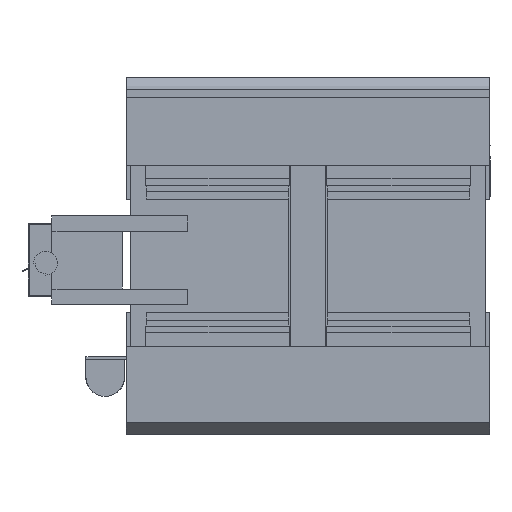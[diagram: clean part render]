
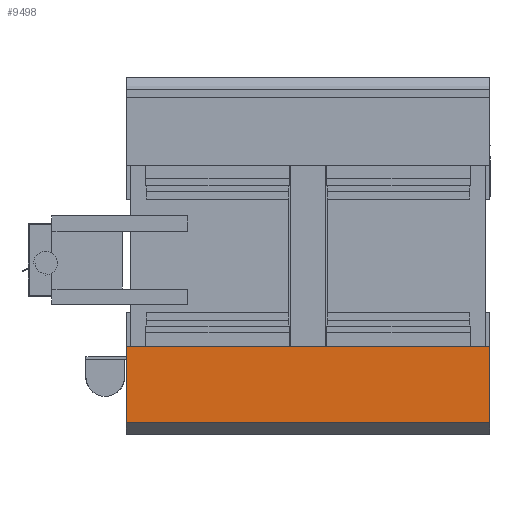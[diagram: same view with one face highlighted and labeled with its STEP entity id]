
A CAD part, front view. The second image highlights one B-rep face of the part: STEP entity #9498.
In plain terms, the highlighted planar face has unit normal (0, -1, 0).
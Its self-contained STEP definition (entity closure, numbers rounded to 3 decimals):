
#210 = CARTESIAN_POINT ( 'NONE',  ( 472.5, -270., -234.5 ) ) ;
#981 = ORIENTED_EDGE ( 'NONE', *, *, #7546, .T. ) ;
#2022 = AXIS2_PLACEMENT_3D ( 'NONE', #11821, #9179, #8923 ) ;
#3279 = CARTESIAN_POINT ( 'NONE',  ( -472.5, -270., -433. ) ) ;
#4233 = EDGE_CURVE ( 'NONE', #14301, #10247, #5224, .T. ) ;
#4497 = CARTESIAN_POINT ( 'NONE',  ( -472.5, -270., -433. ) ) ;
#5224 = LINE ( 'NONE', #210, #6908 ) ;
#5977 = VECTOR ( 'NONE', #8651, 1000. ) ;
#6342 = VERTEX_POINT ( 'NONE', #4497 ) ;
#6360 = PLANE ( 'NONE',  #2022 ) ;
#6908 = VECTOR ( 'NONE', #10867, 1000. ) ;
#7546 = EDGE_CURVE ( 'NONE', #6342, #11997, #15348, .T. ) ;
#8651 = DIRECTION ( 'NONE',  ( 1., 0., 0. ) ) ;
#8923 = DIRECTION ( 'NONE',  ( 1., 0., 0. ) ) ;
#9026 = LINE ( 'NONE', #15649, #15328 ) ;
#9179 = DIRECTION ( 'NONE',  ( 0., -1., 0. ) ) ;
#9207 = CARTESIAN_POINT ( 'NONE',  ( 472.5, -270., -234.5 ) ) ;
#9498 = ADVANCED_FACE ( 'NONE', ( #15619 ), #6360, .T. ) ;
#9727 = CARTESIAN_POINT ( 'NONE',  ( -472.5, -270., -234.5 ) ) ;
#10095 = DIRECTION ( 'NONE',  ( 0., 0., 1. ) ) ;
#10247 = VERTEX_POINT ( 'NONE', #9207 ) ;
#10460 = ORIENTED_EDGE ( 'NONE', *, *, #17128, .F. ) ;
#10867 = DIRECTION ( 'NONE',  ( 1., 0., 0. ) ) ;
#11119 = CARTESIAN_POINT ( 'NONE',  ( 472.5, -270., -433. ) ) ;
#11821 = CARTESIAN_POINT ( 'NONE',  ( -472.5, -270., -433. ) ) ;
#11954 = CARTESIAN_POINT ( 'NONE',  ( 472.5, -270., -463.5 ) ) ;
#11997 = VERTEX_POINT ( 'NONE', #11119 ) ;
#12467 = DIRECTION ( 'NONE',  ( 0., 0., -1. ) ) ;
#12513 = EDGE_LOOP ( 'NONE', ( #14092, #981, #10460, #17078 ) ) ;
#13962 = EDGE_CURVE ( 'NONE', #6342, #14301, #9026, .T. ) ;
#14092 = ORIENTED_EDGE ( 'NONE', *, *, #13962, .F. ) ;
#14301 = VERTEX_POINT ( 'NONE', #9727 ) ;
#15120 = LINE ( 'NONE', #11954, #16292 ) ;
#15328 = VECTOR ( 'NONE', #10095, 1000. ) ;
#15348 = LINE ( 'NONE', #3279, #5977 ) ;
#15619 = FACE_OUTER_BOUND ( 'NONE', #12513, .T. ) ;
#15649 = CARTESIAN_POINT ( 'NONE',  ( -472.5, -270., -287. ) ) ;
#16292 = VECTOR ( 'NONE', #12467, 1000. ) ;
#17078 = ORIENTED_EDGE ( 'NONE', *, *, #4233, .F. ) ;
#17128 = EDGE_CURVE ( 'NONE', #10247, #11997, #15120, .T. ) ;
